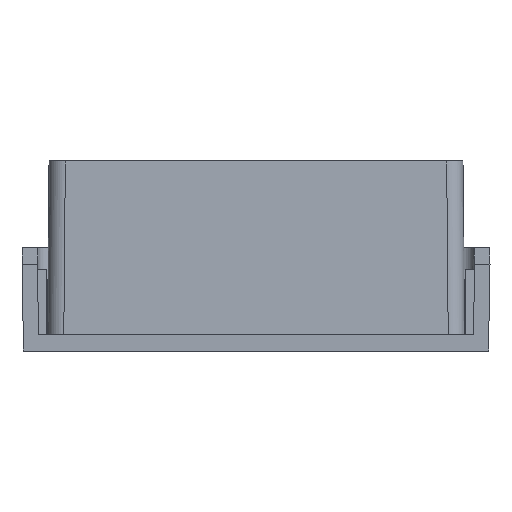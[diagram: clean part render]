
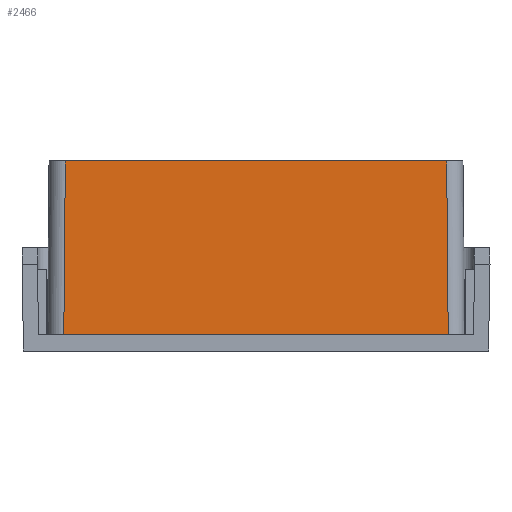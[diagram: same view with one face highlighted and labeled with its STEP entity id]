
A CAD part, front view. The second image highlights one B-rep face of the part: STEP entity #2466.
In plain terms, the highlighted planar face has unit normal (0, -1, 0.009).
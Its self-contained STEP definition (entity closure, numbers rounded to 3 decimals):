
#8 = LINE ( 'NONE', #2002, #1480 ) ;
#79 = ORIENTED_EDGE ( 'NONE', *, *, #1102, .T. ) ;
#194 = VERTEX_POINT ( 'NONE', #648 ) ;
#223 = FACE_OUTER_BOUND ( 'NONE', #860, .T. ) ;
#235 = PLANE ( 'NONE',  #2384 ) ;
#244 = VECTOR ( 'NONE', #2627, 1000. ) ;
#246 = CARTESIAN_POINT ( 'NONE',  ( -19.2, -21.735, 17.5 ) ) ;
#248 = LINE ( 'NONE', #707, #333 ) ;
#317 = CARTESIAN_POINT ( 'NONE',  ( -17.7, -21.875, 1.487 ) ) ;
#324 = EDGE_CURVE ( 'NONE', #194, #2102, #248, .T. ) ;
#333 = VECTOR ( 'NONE', #2256, 1000. ) ;
#340 = VECTOR ( 'NONE', #763, 1000. ) ;
#459 = ORIENTED_EDGE ( 'NONE', *, *, #1167, .F. ) ;
#648 = CARTESIAN_POINT ( 'NONE',  ( -17.7, -21.875, 1.5 ) ) ;
#697 = DIRECTION ( 'NONE',  ( 0., -1., 0.009 ) ) ;
#707 = CARTESIAN_POINT ( 'NONE',  ( -19.2, -21.875, 1.5 ) ) ;
#763 = DIRECTION ( 'NONE',  ( -0.009, -0.009, -1. ) ) ;
#860 = EDGE_LOOP ( 'NONE', ( #459, #1489, #2190, #79 ) ) ;
#923 = EDGE_CURVE ( 'NONE', #2671, #194, #938, .T. ) ;
#938 = LINE ( 'NONE', #317, #340 ) ;
#1102 = EDGE_CURVE ( 'NONE', #2102, #1471, #8, .T. ) ;
#1167 = EDGE_CURVE ( 'NONE', #2671, #1471, #1549, .T. ) ;
#1329 = CARTESIAN_POINT ( 'NONE',  ( -17.56, -21.735, 17.5 ) ) ;
#1333 = DIRECTION ( 'NONE',  ( 0., -0.009, -1. ) ) ;
#1471 = VERTEX_POINT ( 'NONE', #2087 ) ;
#1480 = VECTOR ( 'NONE', #2382, 1000. ) ;
#1489 = ORIENTED_EDGE ( 'NONE', *, *, #923, .T. ) ;
#1549 = LINE ( 'NONE', #246, #244 ) ;
#1876 = CARTESIAN_POINT ( 'NONE',  ( 17.7, -21.875, 1.5 ) ) ;
#1983 = CARTESIAN_POINT ( 'NONE',  ( -19.2, -21.875, 1.5 ) ) ;
#2002 = CARTESIAN_POINT ( 'NONE',  ( 17.697, -21.872, 1.822 ) ) ;
#2087 = CARTESIAN_POINT ( 'NONE',  ( 17.56, -21.735, 17.5 ) ) ;
#2102 = VERTEX_POINT ( 'NONE', #1876 ) ;
#2190 = ORIENTED_EDGE ( 'NONE', *, *, #324, .T. ) ;
#2256 = DIRECTION ( 'NONE',  ( 1., 0., 0. ) ) ;
#2382 = DIRECTION ( 'NONE',  ( -0.009, 0.009, 1. ) ) ;
#2384 = AXIS2_PLACEMENT_3D ( 'NONE', #1983, #697, #1333 ) ;
#2466 = ADVANCED_FACE ( 'NONE', ( #223 ), #235, .T. ) ;
#2627 = DIRECTION ( 'NONE',  ( 1., 0., 0. ) ) ;
#2671 = VERTEX_POINT ( 'NONE', #1329 ) ;
